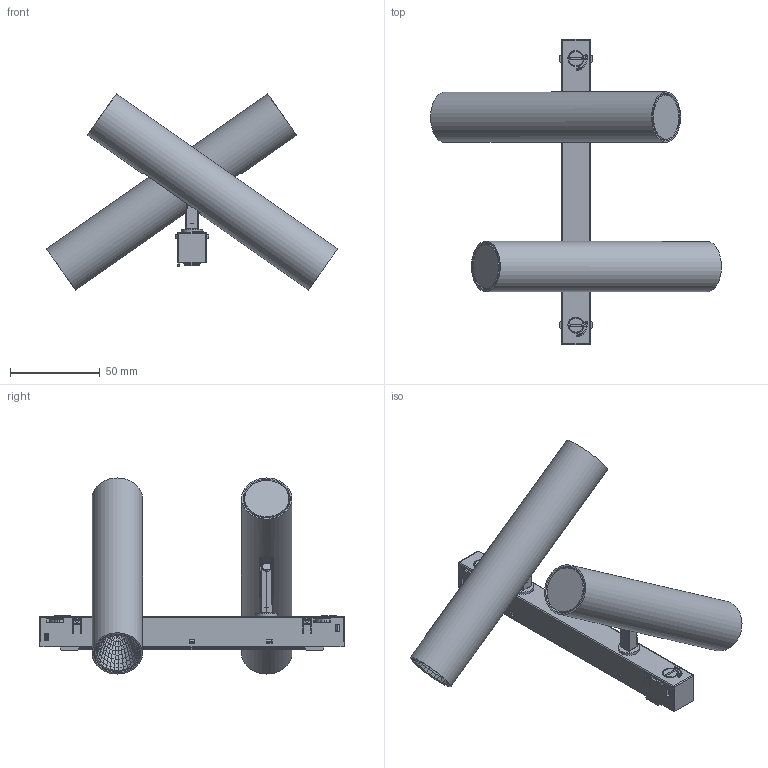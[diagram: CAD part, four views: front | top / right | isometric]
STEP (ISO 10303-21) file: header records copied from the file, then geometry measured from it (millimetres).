
FILE_DESCRIPTION(/* description */ ('This is a sample STEP configuration'),/* implementation_level */ '2;1');
FILE_NAME(/* name */ '720-00442xxxxxxx SIMPLE.ipt_Rev_00.3.stp',/* time_stamp */ '2023-04-04T09:01:52+02:00',/* author */ ('powerJobs'),/* organization */ ('coolOrange'),/* preprocessor_version */ 'ST-DEVELOPER v19.2',/* originating_system */ 'Autodesk Inventor 2023',/* authorisation */ '');
FILE_SCHEMA (('AUTOMOTIVE_DESIGN { 1 0 10303 214 3 1 1 }'));
Length unit declared in the file: millimetre
Products named in the file (1): ENG000018228
Bounding box: 161.67 x 170 x 108.97 mm (x, y, z)
Volume: 115312.8 mm3; surface area: 104983 mm2
Topology: 15 solids, 21 shells, 2832 faces, 7237 edges, 4443 vertices
Faces by surface type: plane 1104, bspline 816, cylinder 619, cone 142, torus 87, sphere 64
Full cylindrical faces by diameter (mm): 2.1 x6, 2.25 x8, 2.459 x2, 2.5 x10, 2.6 x6, 3 x2, 3.2 x2, 3.5 x2, 4.7 x6, 5 x6, 5.047 x2, 5.2 x2, 6 x4, 6.2 x2, 6.4 x2, 7 x2, 8.1 x2, 8.2 x2, 8.3 x2, 8.4 x2, 10.2 x2, 10.4 x2, 11.487 x1, 12 x2, 13.4 x4, 13.6 x1, 22.6 x2, 24.6 x4, 25 x2, 25.3 x6
Entity records: 117296 total; most frequent: CARTESIAN_POINT 50491, ORIENTED_EDGE 14422, DIRECTION 13354, EDGE_CURVE 7211, AXIS2_PLACEMENT_3D 4927, VERTEX_POINT 4443, LINE 3500, VECTOR 3500
